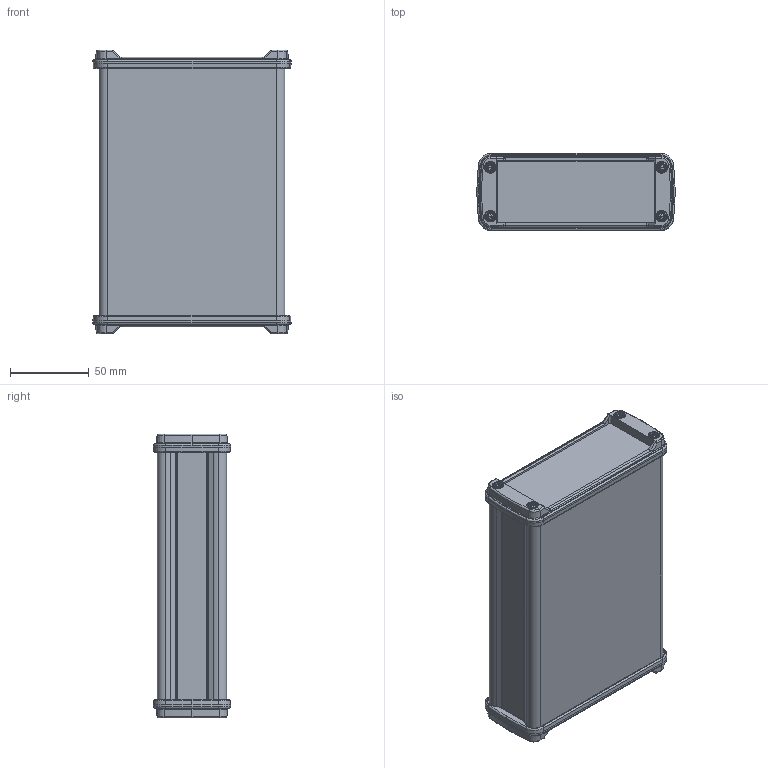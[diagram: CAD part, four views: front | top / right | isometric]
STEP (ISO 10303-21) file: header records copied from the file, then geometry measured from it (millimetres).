
FILE_DESCRIPTION (( 'STEP AP214' ), '1' );
FILE_NAME ('07502011.STEP', '2016-03-10T09:14:02', ( 'Macha' ), ( 'Hewlett-Packard Company' ), 'SwSTEP 2.0', 'SolidWorks 2015', '' );
FILE_SCHEMA (( 'AUTOMOTIVE_DESIGN' ));
Length unit declared in the file: millimetre
Products named in the file (9): 93372; 88682; 12887; 11570_200 mm; 11568_200 mm; 07502011; 95984; 93686
Assembly tree (25 placements, depth 2):
  07502011
    11568_200 mm
    11570_200 mm
    11570_200 mm
    12887  x2
    88682  x2
    93372  x2
    93686  x8
    95984  x8
Bounding box: 126 x 49 x 180.4 mm (x, y, z)
Volume: 260427.9 mm3; surface area: 179772.5 mm2
Topology: 25 solids, 25 shells, 1602 faces, 4060 edges, 2566 vertices
Faces by surface type: plane 532, cylinder 516, torus 192, cone 182, bspline 156, sphere 24
Entity records: 28552 total; most frequent: CARTESIAN_POINT 7972, DIRECTION 4284, ORIENTED_EDGE 4254, EDGE_CURVE 2127, AXIS2_PLACEMENT_3D 1561, VERTEX_POINT 1365, LINE 1162, VECTOR 1162
